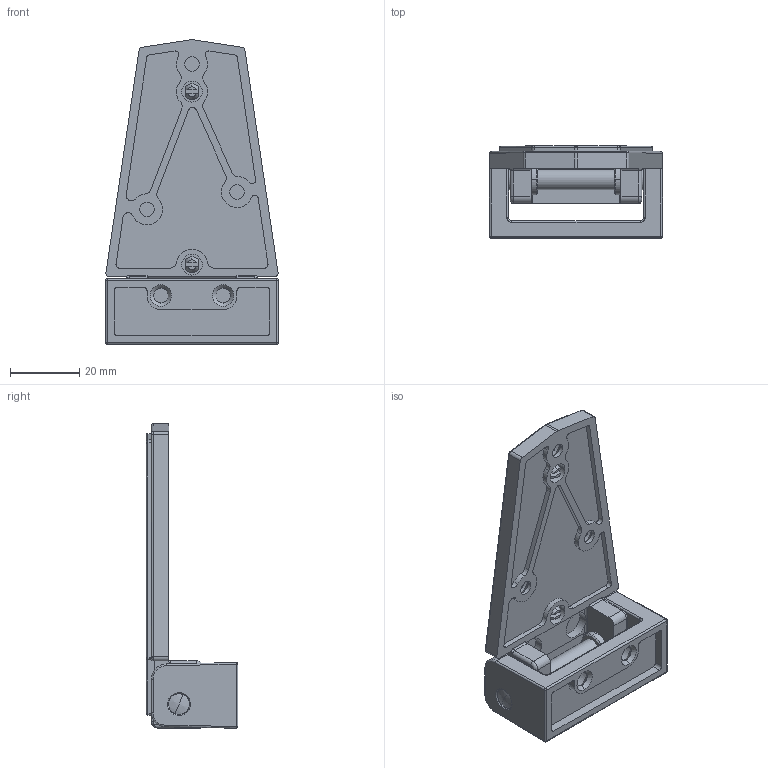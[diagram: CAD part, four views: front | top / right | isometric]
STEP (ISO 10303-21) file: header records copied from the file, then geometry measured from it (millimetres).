
FILE_DESCRIPTION (( 'STEP AP203' ), '1' );
FILE_NAME ('FB-733.STEP', '2014-07-08T07:55:32', ( '' ), ( '' ), 'SwSTEP 2.0', 'SolidWorks 2012', '' );
FILE_SCHEMA (( 'CONFIG_CONTROL_DESIGN' ));
Length unit declared in the file: millimetre
Products named in the file (6): FB-733; FB-733_棘棠_僇僔儊屻; FB-733_カバー; FB-733_ﾌﾞｯｼｭ; FB-733_ヒンジ; FB-733_本体
Assembly tree (6 placements, depth 2):
  FB-733
    FB-733_本体
    FB-733_ヒンジ
    FB-733_ﾌﾞｯｼｭ  x2
    FB-733_カバー
    FB-733_棘棠_僇僔儊屻
Bounding box: 50 x 26.5 x 88 mm (x, y, z)
Volume: 27993.3 mm3; surface area: 23619.6 mm2
Topology: 6 solids, 6 shells, 392 faces, 978 edges, 596 vertices
Faces by surface type: cylinder 197, plane 101, cone 42, torus 30, sphere 16, bspline 6
Entity records: 12278 total; most frequent: CARTESIAN_POINT 2370, DIRECTION 2082, ORIENTED_EDGE 1880, EDGE_CURVE 940, AXIS2_PLACEMENT_3D 818, VERTEX_POINT 580, VECTOR 446, LINE 446
